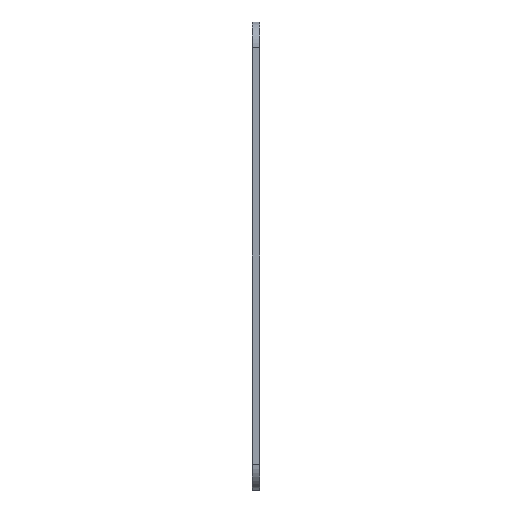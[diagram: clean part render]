
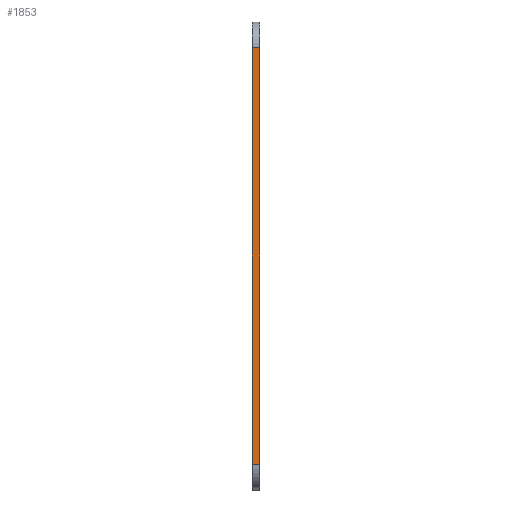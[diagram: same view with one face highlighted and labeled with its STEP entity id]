
A CAD part, left-side view. The second image highlights one B-rep face of the part: STEP entity #1853.
In plain terms, the highlighted planar face has unit normal (-1, 0, 0).
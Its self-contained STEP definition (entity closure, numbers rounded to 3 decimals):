
#46=PLANE('',#2008);
#97=FACE_OUTER_BOUND('',#207,.T.);
#207=EDGE_LOOP('',(#1345,#1346,#1347,#1348));
#315=LINE('',#2712,#504);
#317=LINE('',#2718,#506);
#365=LINE('',#2902,#554);
#366=LINE('',#2903,#555);
#504=VECTOR('',#2151,10.);
#506=VECTOR('',#2157,10.);
#554=VECTOR('',#2295,10.);
#555=VECTOR('',#2296,10.);
#784=VERTEX_POINT('',#2709);
#785=VERTEX_POINT('',#2711);
#787=VERTEX_POINT('',#2717);
#878=VERTEX_POINT('',#2901);
#970=EDGE_CURVE('',#784,#785,#315,.T.);
#973=EDGE_CURVE('',#785,#787,#317,.T.);
#1065=EDGE_CURVE('',#878,#784,#365,.T.);
#1066=EDGE_CURVE('',#787,#878,#366,.T.);
#1345=ORIENTED_EDGE('',*,*,#970,.F.);
#1346=ORIENTED_EDGE('',*,*,#1065,.F.);
#1347=ORIENTED_EDGE('',*,*,#1066,.F.);
#1348=ORIENTED_EDGE('',*,*,#973,.F.);
#1853=ADVANCED_FACE('',(#97),#46,.T.);
#2008=AXIS2_PLACEMENT_3D('',#2900,#2293,#2294);
#2151=DIRECTION('',(0.,-1.,0.));
#2157=DIRECTION('',(0.,0.,-1.));
#2293=DIRECTION('center_axis',(-1.,0.,0.));
#2294=DIRECTION('ref_axis',(0.,0.,1.));
#2295=DIRECTION('',(0.,0.,1.));
#2296=DIRECTION('',(0.,1.,0.));
#2709=CARTESIAN_POINT('',(-11.895,1.5,82.135));
#2711=CARTESIAN_POINT('',(-11.895,0.,82.135));
#2712=CARTESIAN_POINT('',(-11.895,0.,82.135));
#2717=CARTESIAN_POINT('',(-11.895,0.,2.125));
#2718=CARTESIAN_POINT('',(-11.895,0.,87.135));
#2900=CARTESIAN_POINT('Origin',(-11.895,0.,-2.875));
#2901=CARTESIAN_POINT('',(-11.895,1.5,2.125));
#2902=CARTESIAN_POINT('',(-11.895,1.5,87.135));
#2903=CARTESIAN_POINT('',(-11.895,0.,2.125));
